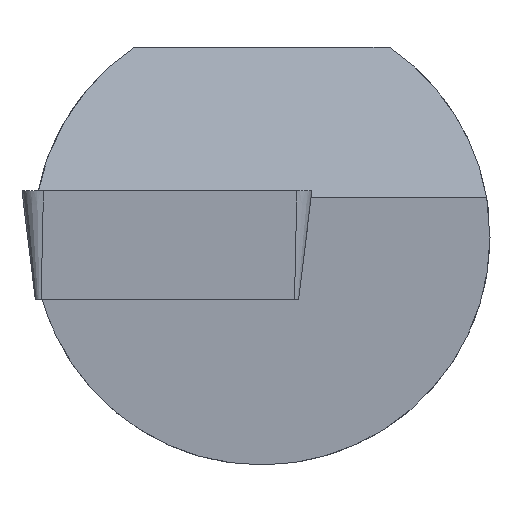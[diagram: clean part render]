
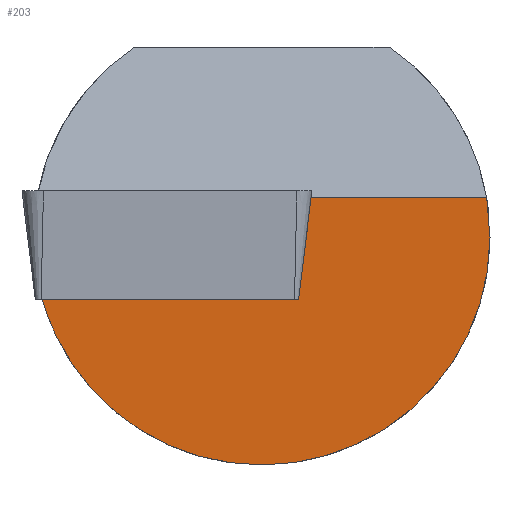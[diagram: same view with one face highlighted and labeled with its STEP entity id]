
A CAD part, left-side view. The second image highlights one B-rep face of the part: STEP entity #203.
In plain terms, the highlighted planar face has unit normal (-0.978, -0.172, -0.122).
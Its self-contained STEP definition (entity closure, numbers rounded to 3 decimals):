
#192=ELLIPSE('',#528,10.231,10.);
#203=ADVANCED_FACE('',(#237),#221,.F.);
#221=PLANE('',#534);
#237=FACE_OUTER_BOUND('',#257,.T.);
#257=EDGE_LOOP('',(#367,#368,#369,#370));
#279=LINE('',#707,#311);
#282=LINE('',#712,#314);
#283=LINE('',#714,#315);
#311=VECTOR('',#586,1.);
#314=VECTOR('',#593,1.);
#315=VECTOR('',#594,1.);
#367=ORIENTED_EDGE('',*,*,#482,.F.);
#368=ORIENTED_EDGE('',*,*,#474,.F.);
#369=ORIENTED_EDGE('',*,*,#479,.F.);
#370=ORIENTED_EDGE('',*,*,#483,.T.);
#440=VERTEX_POINT('',#695);
#441=VERTEX_POINT('',#697);
#443=VERTEX_POINT('',#705);
#445=VERTEX_POINT('',#713);
#474=EDGE_CURVE('',#440,#441,#192,.T.);
#479=EDGE_CURVE('',#443,#440,#279,.T.);
#482=EDGE_CURVE('',#441,#445,#282,.T.);
#483=EDGE_CURVE('',#443,#445,#283,.T.);
#528=AXIS2_PLACEMENT_3D('',#696,#575,#576);
#534=AXIS2_PLACEMENT_3D('',#715,#595,#596);
#575=DIRECTION('',(0.977,0.172,0.122));
#576=DIRECTION('',(-0.211,0.798,0.564));
#586=DIRECTION('',(0.174,-0.985,0.));
#593=DIRECTION('',(0.174,-0.985,0.));
#594=DIRECTION('',(0.102,0.121,-0.987));
#595=DIRECTION('',(0.977,0.172,0.122));
#596=DIRECTION('',(0.174,-0.985,0.));
#695=CARTESIAN_POINT('',(3.575,-9.854,1.7));
#696=CARTESIAN_POINT('',(2.049,0.,0.));
#697=CARTESIAN_POINT('',(0.698,9.612,-2.76));
#705=CARTESIAN_POINT('',(2.218,-2.163,1.7));
#707=CARTESIAN_POINT('',(19.9,-102.443,1.7));
#712=CARTESIAN_POINT('',(4.244,-10.5,-2.76));
#713=CARTESIAN_POINT('',(2.678,-1.616,-2.76));
#714=CARTESIAN_POINT('',(2.585,-1.727,-1.854));
#715=CARTESIAN_POINT('',(4.244,-10.5,-2.76));
